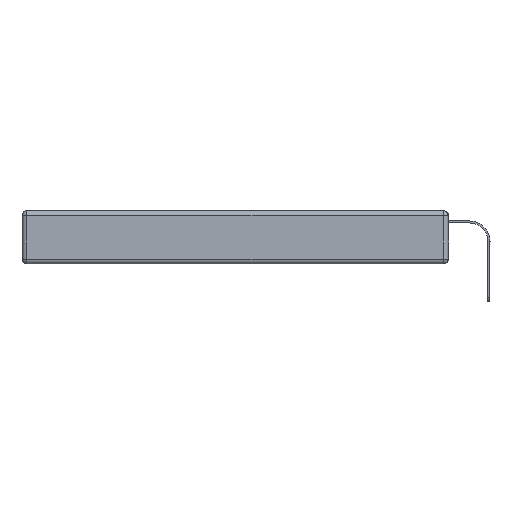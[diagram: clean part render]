
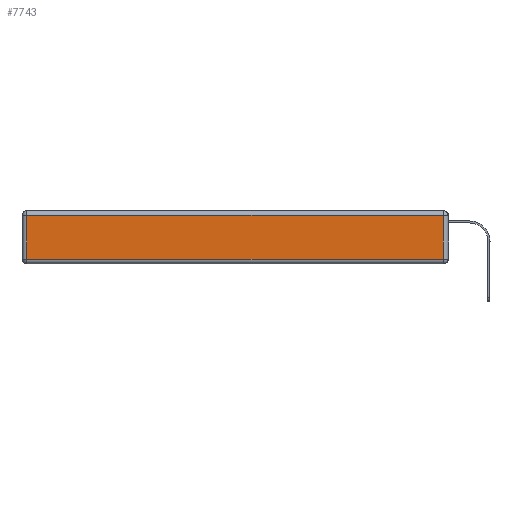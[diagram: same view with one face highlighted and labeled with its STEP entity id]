
A CAD part, left-side view. The second image highlights one B-rep face of the part: STEP entity #7743.
In plain terms, the highlighted planar face has unit normal (-1, 0, 0).
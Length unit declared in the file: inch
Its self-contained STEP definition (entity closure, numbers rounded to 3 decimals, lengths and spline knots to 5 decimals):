
#680 = EDGE_CURVE ( 'NONE', #10063, #1633, #11602, .T. ) ;
#849 = CARTESIAN_POINT ( 'NONE',  ( 0., 0., -0.343 ) ) ;
#1105 = DIRECTION ( 'NONE',  ( 0., 0., 1. ) ) ;
#1260 = VECTOR ( 'NONE', #3832, 39.37008 ) ;
#1285 = VECTOR ( 'NONE', #1105, 39.37008 ) ;
#1375 = LINE ( 'NONE', #11807, #15638 ) ;
#1419 = EDGE_CURVE ( 'NONE', #8244, #10063, #2148, .T. ) ;
#1633 = VERTEX_POINT ( 'NONE', #9170 ) ;
#2148 = LINE ( 'NONE', #8743, #1285 ) ;
#2661 = ORIENTED_EDGE ( 'NONE', *, *, #8153, .T. ) ;
#3524 = DIRECTION ( 'NONE',  ( 0., 0., 1. ) ) ;
#3832 = DIRECTION ( 'NONE',  ( 0., 0., -1. ) ) ;
#4532 = ORIENTED_EDGE ( 'NONE', *, *, #1419, .T. ) ;
#5101 = DIRECTION ( 'NONE',  ( 0., 1., 0. ) ) ;
#5906 = AXIS2_PLACEMENT_3D ( 'NONE', #849, #15204, #3524 ) ;
#6723 = ORIENTED_EDGE ( 'NONE', *, *, #9201, .T. ) ;
#6946 = DIRECTION ( 'NONE',  ( 0., -1., 0. ) ) ;
#7743 = ADVANCED_FACE ( 'NONE', ( #16377 ), #12558, .T. ) ;
#7858 = LINE ( 'NONE', #14315, #1260 ) ;
#8153 = EDGE_CURVE ( 'NONE', #1633, #15470, #7858, .T. ) ;
#8244 = VERTEX_POINT ( 'NONE', #16860 ) ;
#8743 = CARTESIAN_POINT ( 'NONE',  ( 0., 0.03, -0.343 ) ) ;
#9170 = CARTESIAN_POINT ( 'NONE',  ( 0., 2.72, -0.03 ) ) ;
#9201 = EDGE_CURVE ( 'NONE', #15470, #8244, #1375, .T. ) ;
#10063 = VERTEX_POINT ( 'NONE', #14553 ) ;
#10083 = CARTESIAN_POINT ( 'NONE',  ( 0., 2.75, -0.03 ) ) ;
#11092 = VECTOR ( 'NONE', #5101, 39.37008 ) ;
#11516 = CARTESIAN_POINT ( 'NONE',  ( 0., 2.72, -0.313 ) ) ;
#11602 = LINE ( 'NONE', #10083, #11092 ) ;
#11807 = CARTESIAN_POINT ( 'NONE',  ( 0., 0., -0.313 ) ) ;
#12558 = PLANE ( 'NONE',  #5906 ) ;
#14315 = CARTESIAN_POINT ( 'NONE',  ( 0., 2.72, -0.343 ) ) ;
#14553 = CARTESIAN_POINT ( 'NONE',  ( 0., 0.03, -0.03 ) ) ;
#14650 = EDGE_LOOP ( 'NONE', ( #6723, #4532, #15375, #2661 ) ) ;
#15204 = DIRECTION ( 'NONE',  ( -1., 0., 0. ) ) ;
#15375 = ORIENTED_EDGE ( 'NONE', *, *, #680, .T. ) ;
#15470 = VERTEX_POINT ( 'NONE', #11516 ) ;
#15638 = VECTOR ( 'NONE', #6946, 39.37008 ) ;
#16377 = FACE_OUTER_BOUND ( 'NONE', #14650, .T. ) ;
#16860 = CARTESIAN_POINT ( 'NONE',  ( 0., 0.03, -0.313 ) ) ;
